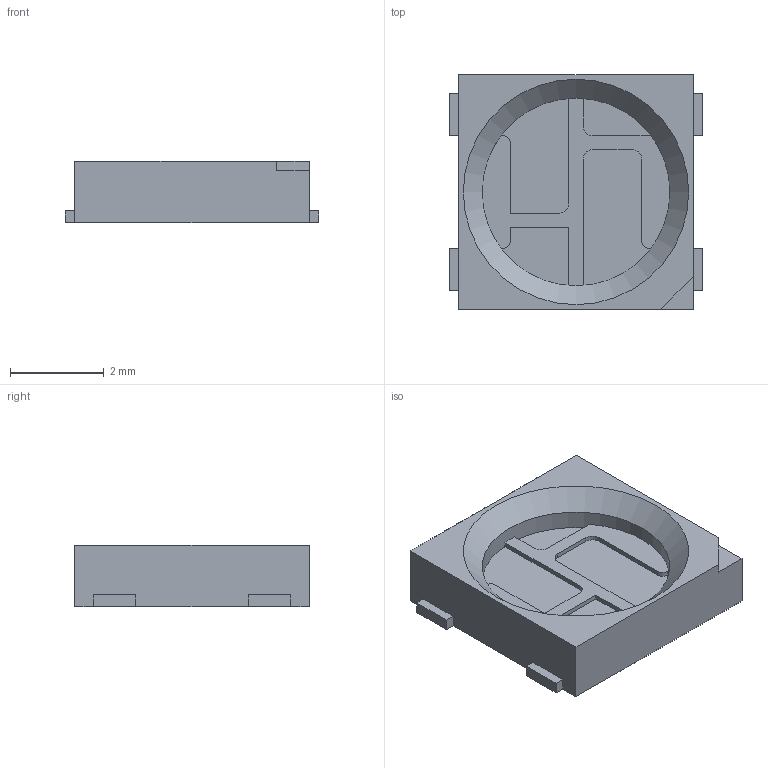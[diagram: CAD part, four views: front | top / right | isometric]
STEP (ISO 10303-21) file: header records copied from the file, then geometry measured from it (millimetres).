
FILE_DESCRIPTION(/* description */ (''),/* implementation_level */ '2;1');
FILE_NAME(/* name */ 'WS2812B.step',/* time_stamp */ '2024-02-22T13:41:32+01:00',/* author */ (''),/* organization */ (''),/* preprocessor_version */ 'ST-DEVELOPER v20',/* originating_system */ 'Autodesk Translation Framework v12.20.1.177',/* authorisation */ '');
FILE_SCHEMA (('AUTOMOTIVE_DESIGN { 1 0 10303 214 3 1 1 }'));
Length unit declared in the file: millimetre
Products named in the file (1): WS2812B
Bounding box: 5.4 x 5 x 1.3 mm (x, y, z)
Volume: 21.9 mm3; surface area: 105.4 mm2
Topology: 6 solids, 6 shells, 78 faces, 194 edges, 129 vertices
Faces by surface type: plane 65, cylinder 12, cone 1
Full cylindrical faces by diameter (mm): 4 x1
Entity records: 2337 total; most frequent: CARTESIAN_POINT 402, ORIENTED_EDGE 388, DIRECTION 377, EDGE_CURVE 194, LINE 169, VECTOR 169, VERTEX_POINT 129, AXIS2_PLACEMENT_3D 104
